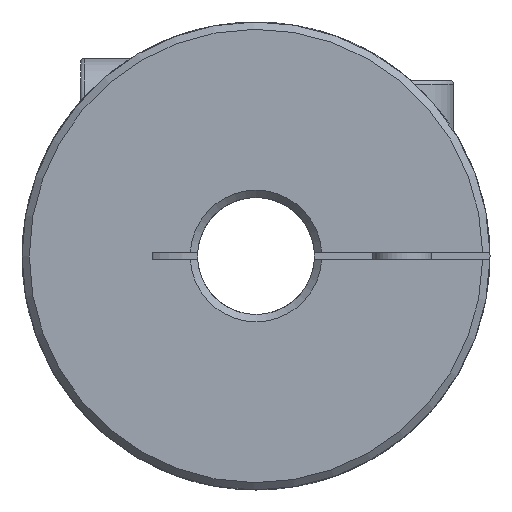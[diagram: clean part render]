
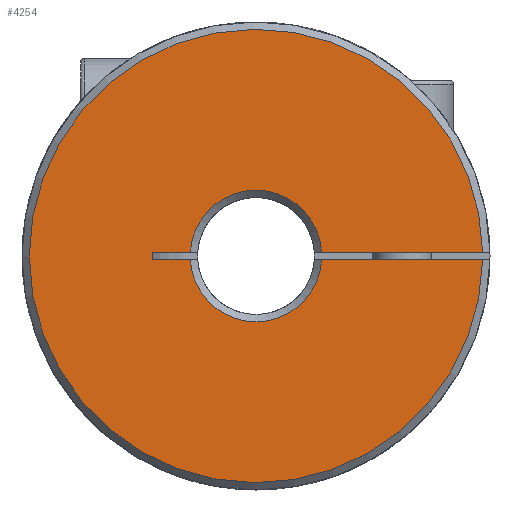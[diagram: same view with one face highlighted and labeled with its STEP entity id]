
A CAD part, left-side view. The second image highlights one B-rep face of the part: STEP entity #4254.
In plain terms, the highlighted planar face has unit normal (-1, 0, 0).
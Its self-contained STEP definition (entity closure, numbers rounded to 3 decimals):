
#1 = ORIENTED_EDGE ( 'NONE', *, *, #3341, .F. ) ;
#2 = ORIENTED_EDGE ( 'NONE', *, *, #3343, .F. ) ;
#1083 = CARTESIAN_POINT ( 'NONE',  ( -22.5, 0., 0. ) ) ;
#1094 = DIRECTION ( 'NONE',  ( -1., 0., 0. ) ) ;
#1095 = DIRECTION ( 'NONE',  ( 0., 1., 0. ) ) ;
#1288 = CIRCLE ( 'NONE', #1403, 4.5 ) ;
#1293 = VECTOR ( 'NONE', #1619, 1000. ) ;
#1299 = LINE ( 'NONE', #1609, #1307 ) ;
#1307 = VECTOR ( 'NONE', #1613, 1000. ) ;
#1308 = LINE ( 'NONE', #1618, #1293 ) ;
#1312 = LINE ( 'NONE', #1634, #1313 ) ;
#1313 = VECTOR ( 'NONE', #1635, 1000. ) ;
#1317 = CIRCLE ( 'NONE', #1423, 4.5 ) ;
#1318 = LINE ( 'NONE', #1636, #1319 ) ;
#1319 = VECTOR ( 'NONE', #1637, 1000. ) ;
#1320 = LINE ( 'NONE', #1638, #1321 ) ;
#1321 = VECTOR ( 'NONE', #1639, 1000. ) ;
#1326 = CIRCLE ( 'NONE', #1420, 15.5 ) ;
#1403 = AXIS2_PLACEMENT_3D ( 'NONE', #1083, #1094, #1095 ) ;
#1420 = AXIS2_PLACEMENT_3D ( 'NONE', #1643, #1645, #1646 ) ;
#1423 = AXIS2_PLACEMENT_3D ( 'NONE', #1628, #1632, #1633 ) ;
#1497 = AXIS2_PLACEMENT_3D ( 'NONE', #2159, #2166, #2167 ) ;
#1609 = CARTESIAN_POINT ( 'NONE',  ( -22.5, 7.083, -0.25 ) ) ;
#1613 = DIRECTION ( 'NONE',  ( 0., 1., 0. ) ) ;
#1618 = CARTESIAN_POINT ( 'NONE',  ( -22.5, 7.083, 0.25 ) ) ;
#1619 = DIRECTION ( 'NONE',  ( 0., 1., 0. ) ) ;
#1628 = CARTESIAN_POINT ( 'NONE',  ( -22.5, 0., 0. ) ) ;
#1632 = DIRECTION ( 'NONE',  ( -1., 0., 0. ) ) ;
#1633 = DIRECTION ( 'NONE',  ( 0., 1., 0. ) ) ;
#1634 = CARTESIAN_POINT ( 'NONE',  ( -22.5, 7.083, -0.25 ) ) ;
#1635 = DIRECTION ( 'NONE',  ( 0., 1., 0. ) ) ;
#1636 = CARTESIAN_POINT ( 'NONE',  ( -22.5, 7.083, -0.25 ) ) ;
#1637 = DIRECTION ( 'NONE',  ( 0., 0., 1. ) ) ;
#1638 = CARTESIAN_POINT ( 'NONE',  ( -22.5, 7.083, 0.25 ) ) ;
#1639 = DIRECTION ( 'NONE',  ( 0., 1., 0. ) ) ;
#1643 = CARTESIAN_POINT ( 'NONE',  ( -22.5, 0., 0. ) ) ;
#1645 = DIRECTION ( 'NONE',  ( 1., 0., 0. ) ) ;
#1646 = DIRECTION ( 'NONE',  ( 0., 1., 0. ) ) ;
#1942 = CARTESIAN_POINT ( 'NONE',  ( -22.5, -4.493, 0.25 ) ) ;
#1943 = CARTESIAN_POINT ( 'NONE',  ( -22.5, 4.493, 0.25 ) ) ;
#1956 = CARTESIAN_POINT ( 'NONE',  ( -22.5, -15.498, -0.25 ) ) ;
#1957 = CARTESIAN_POINT ( 'NONE',  ( -22.5, -4.493, -0.25 ) ) ;
#1958 = CARTESIAN_POINT ( 'NONE',  ( -22.5, 4.493, -0.25 ) ) ;
#1959 = CARTESIAN_POINT ( 'NONE',  ( -22.5, 7.083, -0.25 ) ) ;
#1960 = CARTESIAN_POINT ( 'NONE',  ( -22.5, 7.083, 0.25 ) ) ;
#1961 = CARTESIAN_POINT ( 'NONE',  ( -22.5, -15.498, 0.25 ) ) ;
#2159 = CARTESIAN_POINT ( 'NONE',  ( -22.5, 0., 0. ) ) ;
#2163 = PLANE ( 'NONE',  #1497 ) ;
#2166 = DIRECTION ( 'NONE',  ( -1., 0., 0. ) ) ;
#2167 = DIRECTION ( 'NONE',  ( 0., 1., 0. ) ) ;
#2439 = FACE_OUTER_BOUND ( 'NONE', #2903, .T. ) ;
#2903 = EDGE_LOOP ( 'NONE', ( #4522, #4523, #4524, #4525, #4526, #4527, #1, #2 ) ) ;
#3315 = EDGE_CURVE ( 'NONE', #3658, #3659, #1288, .T. ) ;
#3331 = EDGE_CURVE ( 'NONE', #3674, #3675, #1299, .T. ) ;
#3333 = EDGE_CURVE ( 'NONE', #3659, #3676, #1308, .T. ) ;
#3338 = EDGE_CURVE ( 'NONE', #3674, #3673, #1317, .T. ) ;
#3339 = EDGE_CURVE ( 'NONE', #3672, #3673, #1312, .T. ) ;
#3340 = EDGE_CURVE ( 'NONE', #3675, #3676, #1318, .T. ) ;
#3341 = EDGE_CURVE ( 'NONE', #3677, #3658, #1320, .T. ) ;
#3343 = EDGE_CURVE ( 'NONE', #3672, #3677, #1326, .T. ) ;
#3658 = VERTEX_POINT ( 'NONE', #1942 ) ;
#3659 = VERTEX_POINT ( 'NONE', #1943 ) ;
#3672 = VERTEX_POINT ( 'NONE', #1956 ) ;
#3673 = VERTEX_POINT ( 'NONE', #1957 ) ;
#3674 = VERTEX_POINT ( 'NONE', #1958 ) ;
#3675 = VERTEX_POINT ( 'NONE', #1959 ) ;
#3676 = VERTEX_POINT ( 'NONE', #1960 ) ;
#3677 = VERTEX_POINT ( 'NONE', #1961 ) ;
#4254 = ADVANCED_FACE ( 'NONE', ( #2439 ), #2163, .T. ) ;
#4522 = ORIENTED_EDGE ( 'NONE', *, *, #3339, .T. ) ;
#4523 = ORIENTED_EDGE ( 'NONE', *, *, #3338, .F. ) ;
#4524 = ORIENTED_EDGE ( 'NONE', *, *, #3331, .T. ) ;
#4525 = ORIENTED_EDGE ( 'NONE', *, *, #3340, .T. ) ;
#4526 = ORIENTED_EDGE ( 'NONE', *, *, #3333, .F. ) ;
#4527 = ORIENTED_EDGE ( 'NONE', *, *, #3315, .F. ) ;
